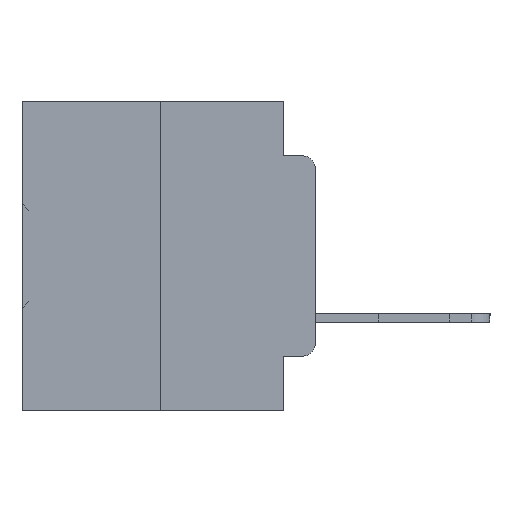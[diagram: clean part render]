
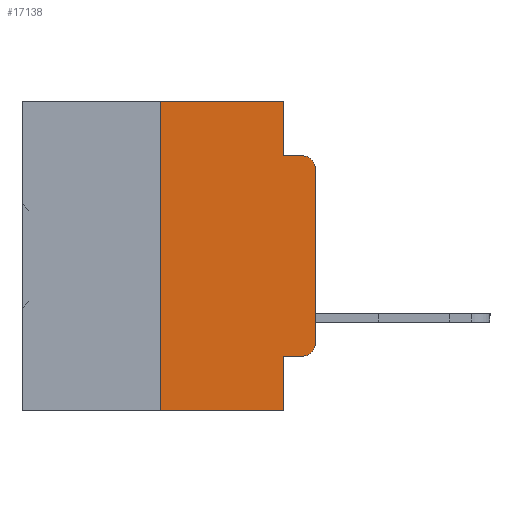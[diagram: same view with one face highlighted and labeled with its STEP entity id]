
A CAD part, left-side view. The second image highlights one B-rep face of the part: STEP entity #17138.
In plain terms, the highlighted planar face has unit normal (-1, 0, 0).
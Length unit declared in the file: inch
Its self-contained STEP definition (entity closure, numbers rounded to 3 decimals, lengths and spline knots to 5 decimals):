
#425 = DIRECTION ( 'NONE',  ( -1., 0., 0. ) ) ;
#785 = AXIS2_PLACEMENT_3D ( 'NONE', #17955, #425, #20921 ) ;
#1114 = CARTESIAN_POINT ( 'NONE',  ( 0., 0.051, -0.5 ) ) ;
#1901 = VERTEX_POINT ( 'NONE', #11809 ) ;
#2604 = ORIENTED_EDGE ( 'NONE', *, *, #8302, .F. ) ;
#2666 = VERTEX_POINT ( 'NONE', #13558 ) ;
#2739 = CIRCLE ( 'NONE', #785, 0.02 ) ;
#2803 = ORIENTED_EDGE ( 'NONE', *, *, #12879, .F. ) ;
#3054 = EDGE_CURVE ( 'NONE', #10581, #22053, #21540, .T. ) ;
#3597 = LINE ( 'NONE', #34011, #33543 ) ;
#4255 = DIRECTION ( 'NONE',  ( 0., 0., -1. ) ) ;
#4722 = CARTESIAN_POINT ( 'NONE',  ( 0., 0.25, 0. ) ) ;
#5317 = CARTESIAN_POINT ( 'NONE',  ( 0., 0.02, -0.4115 ) ) ;
#6024 = CARTESIAN_POINT ( 'NONE',  ( 0., 0.25, 0. ) ) ;
#6038 = VERTEX_POINT ( 'NONE', #15873 ) ;
#6310 = CARTESIAN_POINT ( 'NONE',  ( 0., 0.051, -0.0885 ) ) ;
#6806 = CARTESIAN_POINT ( 'NONE',  ( 0., 0.02, -0.1085 ) ) ;
#6810 = VERTEX_POINT ( 'NONE', #6310 ) ;
#7992 = VECTOR ( 'NONE', #33701, 39.37008 ) ;
#8090 = VERTEX_POINT ( 'NONE', #1114 ) ;
#8302 = EDGE_CURVE ( 'NONE', #22053, #36316, #3597, .T. ) ;
#8719 = CARTESIAN_POINT ( 'NONE',  ( 0., 0.051, 0. ) ) ;
#8777 = CARTESIAN_POINT ( 'NONE',  ( 0., 0.051, 0. ) ) ;
#8869 = FACE_OUTER_BOUND ( 'NONE', #15965, .T. ) ;
#9255 = VECTOR ( 'NONE', #34699, 39.37008 ) ;
#9780 = DIRECTION ( 'NONE',  ( 0., 0., -1. ) ) ;
#10007 = CARTESIAN_POINT ( 'NONE',  ( 0., 0.473, 0. ) ) ;
#10372 = LINE ( 'NONE', #30385, #31707 ) ;
#10581 = VERTEX_POINT ( 'NONE', #18860 ) ;
#10699 = DIRECTION ( 'NONE',  ( 0., 0., -1. ) ) ;
#11809 = CARTESIAN_POINT ( 'NONE',  ( 0., 0., -0.3915 ) ) ;
#12164 = ORIENTED_EDGE ( 'NONE', *, *, #13589, .T. ) ;
#12166 = EDGE_CURVE ( 'NONE', #1901, #6038, #16135, .T. ) ;
#12810 = AXIS2_PLACEMENT_3D ( 'NONE', #6806, #27237, #9780 ) ;
#12879 = EDGE_CURVE ( 'NONE', #36316, #6810, #29214, .T. ) ;
#13558 = CARTESIAN_POINT ( 'NONE',  ( 0., 0.051, -0.4115 ) ) ;
#13589 = EDGE_CURVE ( 'NONE', #16751, #1901, #2739, .T. ) ;
#14888 = LINE ( 'NONE', #28072, #7992 ) ;
#15730 = ORIENTED_EDGE ( 'NONE', *, *, #29129, .F. ) ;
#15873 = CARTESIAN_POINT ( 'NONE',  ( 0., 0., -0.1085 ) ) ;
#15953 = DIRECTION ( 'NONE',  ( 0., -1., 0. ) ) ;
#15965 = EDGE_LOOP ( 'NONE', ( #35347, #29320, #26138, #2803, #2604, #27402, #34950, #15730, #17131, #12164 ) ) ;
#16135 = LINE ( 'NONE', #17390, #9255 ) ;
#16751 = VERTEX_POINT ( 'NONE', #5317 ) ;
#16807 = EDGE_CURVE ( 'NONE', #10581, #8090, #35216, .T. ) ;
#17131 = ORIENTED_EDGE ( 'NONE', *, *, #25289, .T. ) ;
#17138 = ADVANCED_FACE ( 'NONE', ( #8869 ), #18809, .F. ) ;
#17176 = CARTESIAN_POINT ( 'NONE',  ( 0., 0.473, -0.5 ) ) ;
#17390 = CARTESIAN_POINT ( 'NONE',  ( 0., 0., 0. ) ) ;
#17955 = CARTESIAN_POINT ( 'NONE',  ( 0., 0.02, -0.3915 ) ) ;
#18809 = PLANE ( 'NONE',  #24238 ) ;
#18860 = CARTESIAN_POINT ( 'NONE',  ( 0., 0.25, -0.5 ) ) ;
#20921 = DIRECTION ( 'NONE',  ( 0., 0., -1. ) ) ;
#21540 = LINE ( 'NONE', #6024, #35902 ) ;
#21785 = DIRECTION ( 'NONE',  ( 1., 0., 0. ) ) ;
#22053 = VERTEX_POINT ( 'NONE', #4722 ) ;
#22312 = DIRECTION ( 'NONE',  ( 0., 0., 1. ) ) ;
#22604 = DIRECTION ( 'NONE',  ( 0., -1., 0. ) ) ;
#24238 = AXIS2_PLACEMENT_3D ( 'NONE', #10007, #21785, #4255 ) ;
#24314 = CIRCLE ( 'NONE', #12810, 0.02 ) ;
#24532 = CARTESIAN_POINT ( 'NONE',  ( 0., 0.02, -0.0885 ) ) ;
#24593 = EDGE_CURVE ( 'NONE', #6810, #32743, #10372, .T. ) ;
#25289 = EDGE_CURVE ( 'NONE', #2666, #16751, #14888, .T. ) ;
#26138 = ORIENTED_EDGE ( 'NONE', *, *, #24593, .F. ) ;
#26272 = DIRECTION ( 'NONE',  ( 0., 0., -1. ) ) ;
#27237 = DIRECTION ( 'NONE',  ( -1., 0., 0. ) ) ;
#27402 = ORIENTED_EDGE ( 'NONE', *, *, #3054, .F. ) ;
#28072 = CARTESIAN_POINT ( 'NONE',  ( 0., 0.051, -0.4115 ) ) ;
#28111 = CARTESIAN_POINT ( 'NONE',  ( 0., 0.051, 0. ) ) ;
#28331 = VECTOR ( 'NONE', #26272, 39.37008 ) ;
#28425 = EDGE_CURVE ( 'NONE', #6038, #32743, #24314, .T. ) ;
#28500 = VECTOR ( 'NONE', #37375, 39.37008 ) ;
#29129 = EDGE_CURVE ( 'NONE', #2666, #8090, #37258, .T. ) ;
#29214 = LINE ( 'NONE', #8777, #28331 ) ;
#29320 = ORIENTED_EDGE ( 'NONE', *, *, #28425, .T. ) ;
#29620 = VECTOR ( 'NONE', #10699, 39.37008 ) ;
#30385 = CARTESIAN_POINT ( 'NONE',  ( 0., 0.051, -0.0885 ) ) ;
#31707 = VECTOR ( 'NONE', #15953, 39.37008 ) ;
#32743 = VERTEX_POINT ( 'NONE', #24532 ) ;
#33543 = VECTOR ( 'NONE', #22604, 39.37008 ) ;
#33701 = DIRECTION ( 'NONE',  ( 0., -1., 0. ) ) ;
#34011 = CARTESIAN_POINT ( 'NONE',  ( 0., 0.473, 0. ) ) ;
#34699 = DIRECTION ( 'NONE',  ( 0., 0., 1. ) ) ;
#34950 = ORIENTED_EDGE ( 'NONE', *, *, #16807, .T. ) ;
#35216 = LINE ( 'NONE', #17176, #28500 ) ;
#35347 = ORIENTED_EDGE ( 'NONE', *, *, #12166, .T. ) ;
#35902 = VECTOR ( 'NONE', #22312, 39.37008 ) ;
#36316 = VERTEX_POINT ( 'NONE', #8719 ) ;
#37258 = LINE ( 'NONE', #28111, #29620 ) ;
#37375 = DIRECTION ( 'NONE',  ( 0., -1., 0. ) ) ;
